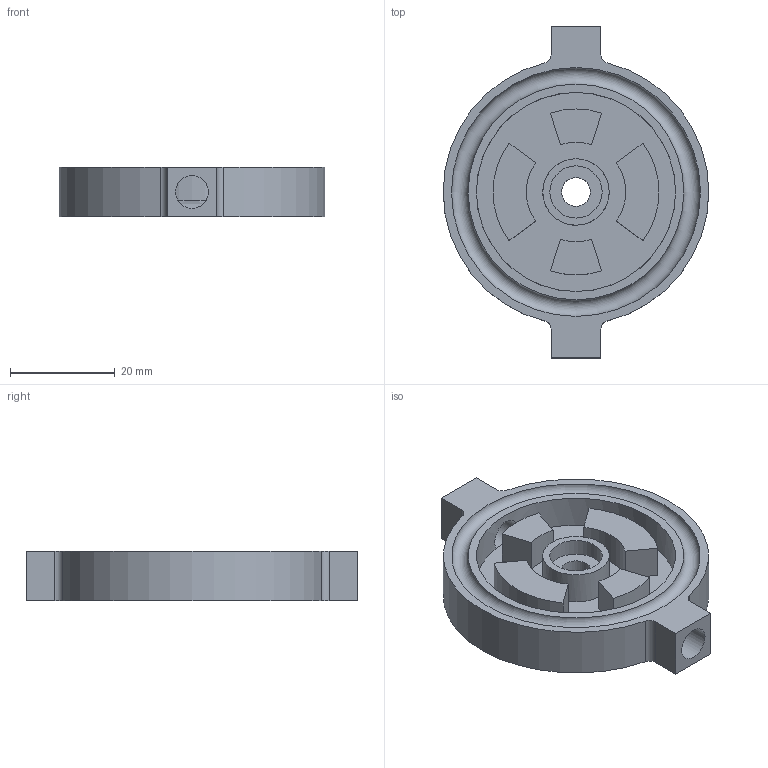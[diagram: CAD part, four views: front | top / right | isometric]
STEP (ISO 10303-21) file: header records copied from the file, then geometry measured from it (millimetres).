
FILE_DESCRIPTION(/* description */ (''),/* implementation_level */ '2;1');
FILE_NAME(/* name */ 'vacuum puck.step',/* time_stamp */ '2017-10-20T14:43:54-05:00',/* author */ (''),/* organization */ (''),/* preprocessor_version */ 'ST-DEVELOPER v16.13',/* originating_system */ 'Autodesk Translation Framework v6.5.0.72',/* authorisation */ '');
FILE_SCHEMA (('AUTOMOTIVE_DESIGN { 1 0 10303 214 3 1 1 }'));
Length unit declared in the file: inch
Products named in the file (1): puck
Bounding box: 50.8 x 63.5 x 9.53 mm (x, y, z)
Volume: 14230.6 mm3; surface area: 8835.5 mm2
Topology: 1 solids, 1 shells, 47 faces, 114 edges, 75 vertices
Faces by surface type: plane 24, cylinder 22, torus 1
Full cylindrical faces by diameter (mm): 5.5 x1, 6.35 x2, 10 x1, 12.7 x1, 38.1 x1
Entity records: 1512 total; most frequent: CARTESIAN_POINT 317, DIRECTION 250, ORIENTED_EDGE 228, EDGE_CURVE 114, AXIS2_PLACEMENT_3D 94, VERTEX_POINT 75, LINE 62, VECTOR 62
